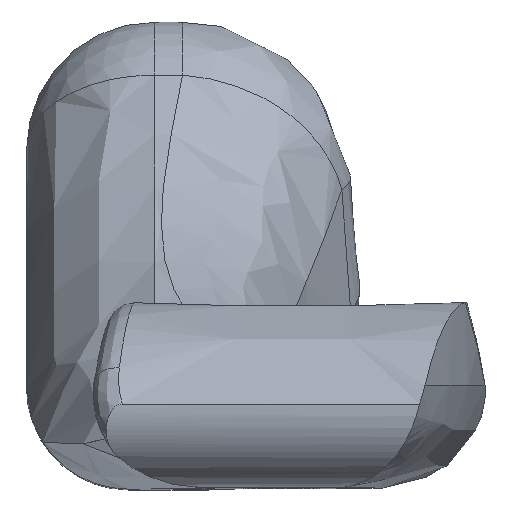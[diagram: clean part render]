
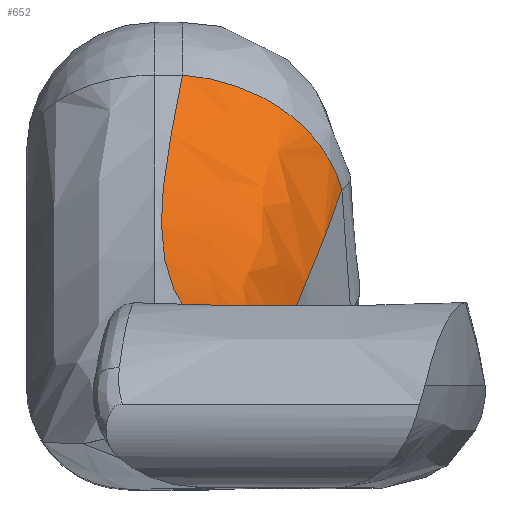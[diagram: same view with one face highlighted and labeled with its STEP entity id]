
A CAD part, top view. The second image highlights one B-rep face of the part: STEP entity #652.
In plain terms, the highlighted free-form (B-spline) face has degree [3, 3] with [7, 7] control points.
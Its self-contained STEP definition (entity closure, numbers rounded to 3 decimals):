
#65=FACE_OUTER_BOUND('',#109,.T.);
#109=EDGE_LOOP('',(#487,#488,#489,#490,#491));
#191=B_SPLINE_CURVE_WITH_KNOTS('',3,(#1461,#1462,#1463,#1464,#1465,#1466,
#1467,#1468,#1469,#1470,#1471,#1472,#1473,#1474,#1475,#1476),
 .UNSPECIFIED.,.F.,.F.,(4,2,2,2,2,2,2,4),(-0.261,-0.234,
-0.176,-0.119,-0.065,-0.031,
0.,0.001),.UNSPECIFIED.);
#201=B_SPLINE_CURVE_WITH_KNOTS('',3,(#1731,#1732,#1733,#1734,#1735,#1736,
#1737),.UNSPECIFIED.,.F.,.F.,(4,1,1,1,4),(-3.959,-3.039,
-2.116,-1.654,-0.731),.UNSPECIFIED.);
#204=B_SPLINE_CURVE_WITH_KNOTS('',3,(#1848,#1849,#1850,#1851,#1852,#1853),
 .UNSPECIFIED.,.F.,.F.,(4,2,4),(-0.914,-0.912,-0.447),
 .UNSPECIFIED.);
#205=B_SPLINE_CURVE_WITH_KNOTS('',3,(#1855,#1856,#1857,#1858,#1859,#1860),
 .UNSPECIFIED.,.F.,.F.,(4,1,1,4),(2.106,2.116,3.039,
3.893),.UNSPECIFIED.);
#206=B_SPLINE_CURVE_WITH_KNOTS('',3,(#1861,#1862,#1863,#1864,#1865,#1866,
#1867),.UNSPECIFIED.,.F.,.F.,(4,1,1,1,4),(-0.253,-0.217,
-0.145,-0.072,0.),.UNSPECIFIED.);
#262=VERTEX_POINT('',#1452);
#263=VERTEX_POINT('',#1460);
#268=VERTEX_POINT('',#1730);
#270=VERTEX_POINT('',#1847);
#271=VERTEX_POINT('',#1854);
#334=EDGE_CURVE('',#262,#263,#191,.T.);
#348=EDGE_CURVE('',#268,#263,#201,.T.);
#351=EDGE_CURVE('',#270,#262,#204,.T.);
#352=EDGE_CURVE('',#270,#271,#205,.T.);
#353=EDGE_CURVE('',#268,#271,#206,.T.);
#487=ORIENTED_EDGE('',*,*,#334,.F.);
#488=ORIENTED_EDGE('',*,*,#351,.F.);
#489=ORIENTED_EDGE('',*,*,#352,.T.);
#490=ORIENTED_EDGE('',*,*,#353,.F.);
#491=ORIENTED_EDGE('',*,*,#348,.T.);
#623=B_SPLINE_SURFACE_WITH_KNOTS('',3,3,((#1798,#1799,#1800,#1801,#1802,
#1803,#1804),(#1805,#1806,#1807,#1808,#1809,#1810,#1811),(#1812,#1813,#1814,
#1815,#1816,#1817,#1818),(#1819,#1820,#1821,#1822,#1823,#1824,#1825),(#1826,
#1827,#1828,#1829,#1830,#1831,#1832),(#1833,#1834,#1835,#1836,#1837,#1838,
#1839),(#1840,#1841,#1842,#1843,#1844,#1845,#1846)),.UNSPECIFIED.,.F.,.F.,
 .F.,(4,1,1,1,4),(4,1,1,1,4),(0.,0.286,0.571,0.714,
1.),(0.731,1.654,2.116,3.039,
3.962),.UNSPECIFIED.);
#652=ADVANCED_FACE('',(#65),#623,.T.);
#1452=CARTESIAN_POINT('',(11.494,3.107,-23.633));
#1460=CARTESIAN_POINT('',(11.196,3.648,-20.624));
#1461=CARTESIAN_POINT('Ctrl Pts',(11.494,3.107,-23.633));
#1462=CARTESIAN_POINT('Ctrl Pts',(11.553,3.096,-23.451));
#1463=CARTESIAN_POINT('Ctrl Pts',(11.611,3.092,-23.265));
#1464=CARTESIAN_POINT('Ctrl Pts',(11.783,3.11,-22.676));
#1465=CARTESIAN_POINT('Ctrl Pts',(11.845,3.169,-22.385));
#1466=CARTESIAN_POINT('Ctrl Pts',(11.891,3.299,-21.926));
#1467=CARTESIAN_POINT('Ctrl Pts',(11.879,3.376,-21.737));
#1468=CARTESIAN_POINT('Ctrl Pts',(11.793,3.514,-21.403));
#1469=CARTESIAN_POINT('Ctrl Pts',(11.723,3.576,-21.254));
#1470=CARTESIAN_POINT('Ctrl Pts',(11.564,3.645,-21.015));
#1471=CARTESIAN_POINT('Ctrl Pts',(11.492,3.663,-20.927));
#1472=CARTESIAN_POINT('Ctrl Pts',(11.346,3.672,-20.767));
#1473=CARTESIAN_POINT('Ctrl Pts',(11.274,3.666,-20.695));
#1474=CARTESIAN_POINT('Ctrl Pts',(11.199,3.649,-20.626));
#1475=CARTESIAN_POINT('Ctrl Pts',(11.198,3.649,-20.625));
#1476=CARTESIAN_POINT('Ctrl Pts',(11.196,3.648,-20.624));
#1730=CARTESIAN_POINT('',(6.113,16.263,-44.121));
#1731=CARTESIAN_POINT('Ctrl Pts',(6.113,16.263,-44.121));
#1732=CARTESIAN_POINT('Ctrl Pts',(5.776,14.479,-42.842));
#1733=CARTESIAN_POINT('Ctrl Pts',(5.056,11.147,-39.483));
#1734=CARTESIAN_POINT('Ctrl Pts',(5.454,7.875,-33.424));
#1735=CARTESIAN_POINT('Ctrl Pts',(7.495,5.371,-26.925));
#1736=CARTESIAN_POINT('Ctrl Pts',(9.636,4.277,-23.113));
#1737=CARTESIAN_POINT('Ctrl Pts',(11.196,3.648,-20.624));
#1798=CARTESIAN_POINT('Ctrl Pts',(11.196,3.648,-20.624));
#1799=CARTESIAN_POINT('Ctrl Pts',(9.636,4.277,-23.113));
#1800=CARTESIAN_POINT('Ctrl Pts',(7.495,5.371,-26.925));
#1801=CARTESIAN_POINT('Ctrl Pts',(5.454,7.875,-33.424));
#1802=CARTESIAN_POINT('Ctrl Pts',(5.055,11.151,-39.49));
#1803=CARTESIAN_POINT('Ctrl Pts',(5.778,14.489,-42.852));
#1804=CARTESIAN_POINT('Ctrl Pts',(6.115,16.278,-44.132));
#1805=CARTESIAN_POINT('Ctrl Pts',(11.351,3.671,-20.714));
#1806=CARTESIAN_POINT('Ctrl Pts',(9.858,4.31,-23.235));
#1807=CARTESIAN_POINT('Ctrl Pts',(7.834,5.419,-27.071));
#1808=CARTESIAN_POINT('Ctrl Pts',(5.987,7.916,-33.506));
#1809=CARTESIAN_POINT('Ctrl Pts',(5.737,11.141,-39.454));
#1810=CARTESIAN_POINT('Ctrl Pts',(6.519,14.424,-42.794));
#1811=CARTESIAN_POINT('Ctrl Pts',(6.885,16.208,-44.081));
#1812=CARTESIAN_POINT('Ctrl Pts',(11.701,3.643,-20.922));
#1813=CARTESIAN_POINT('Ctrl Pts',(10.363,4.272,-23.521));
#1814=CARTESIAN_POINT('Ctrl Pts',(8.6,5.365,-27.422));
#1815=CARTESIAN_POINT('Ctrl Pts',(7.174,7.784,-33.739));
#1816=CARTESIAN_POINT('Ctrl Pts',(7.212,10.867,-39.484));
#1817=CARTESIAN_POINT('Ctrl Pts',(8.097,14.071,-42.837));
#1818=CARTESIAN_POINT('Ctrl Pts',(8.513,15.866,-44.164));
#1819=CARTESIAN_POINT('Ctrl Pts',(12.101,3.331,-21.17));
#1820=CARTESIAN_POINT('Ctrl Pts',(10.937,3.832,-23.87));
#1821=CARTESIAN_POINT('Ctrl Pts',(9.459,4.737,-27.877));
#1822=CARTESIAN_POINT('Ctrl Pts',(8.481,6.88,-34.182));
#1823=CARTESIAN_POINT('Ctrl Pts',(8.841,9.752,-39.89));
#1824=CARTESIAN_POINT('Ctrl Pts',(9.873,13.002,-43.406));
#1825=CARTESIAN_POINT('Ctrl Pts',(10.364,14.889,-44.832));
#1826=CARTESIAN_POINT('Ctrl Pts',(12.352,2.883,-21.337));
#1827=CARTESIAN_POINT('Ctrl Pts',(11.294,3.196,-24.11));
#1828=CARTESIAN_POINT('Ctrl Pts',(9.988,3.826,-28.215));
#1829=CARTESIAN_POINT('Ctrl Pts',(9.304,5.607,-34.637));
#1830=CARTESIAN_POINT('Ctrl Pts',(9.94,8.259,-40.504));
#1831=CARTESIAN_POINT('Ctrl Pts',(11.182,11.619,-44.283));
#1832=CARTESIAN_POINT('Ctrl Pts',(11.776,13.632,-45.84));
#1833=CARTESIAN_POINT('Ctrl Pts',(12.401,2.585,-21.378));
#1834=CARTESIAN_POINT('Ctrl Pts',(11.363,2.773,-24.175));
#1835=CARTESIAN_POINT('Ctrl Pts',(10.082,3.217,-28.325));
#1836=CARTESIAN_POINT('Ctrl Pts',(9.473,4.754,-34.877));
#1837=CARTESIAN_POINT('Ctrl Pts',(10.237,7.258,-40.941));
#1838=CARTESIAN_POINT('Ctrl Pts',(11.637,10.692,-44.931));
#1839=CARTESIAN_POINT('Ctrl Pts',(12.309,12.784,-46.585));
#1840=CARTESIAN_POINT('Ctrl Pts',(12.399,2.405,-21.385));
#1841=CARTESIAN_POINT('Ctrl Pts',(11.358,2.518,-24.188));
#1842=CARTESIAN_POINT('Ctrl Pts',(10.07,2.849,-28.36));
#1843=CARTESIAN_POINT('Ctrl Pts',(9.468,4.231,-35.006));
#1844=CARTESIAN_POINT('Ctrl Pts',(10.29,6.631,-41.22));
#1845=CARTESIAN_POINT('Ctrl Pts',(11.795,10.097,-45.364));
#1846=CARTESIAN_POINT('Ctrl Pts',(12.521,12.235,-47.088));
#1847=CARTESIAN_POINT('',(9.685,4.,-33.564));
#1848=CARTESIAN_POINT('Ctrl Pts',(9.685,4.,-33.564));
#1849=CARTESIAN_POINT('Ctrl Pts',(9.686,3.998,-33.546));
#1850=CARTESIAN_POINT('Ctrl Pts',(9.686,3.995,-33.527));
#1851=CARTESIAN_POINT('Ctrl Pts',(9.779,3.516,-29.877));
#1852=CARTESIAN_POINT('Ctrl Pts',(10.505,3.292,-26.726));
#1853=CARTESIAN_POINT('Ctrl Pts',(11.494,3.107,-23.633));
#1854=CARTESIAN_POINT('',(12.359,11.766,-46.698));
#1855=CARTESIAN_POINT('Ctrl Pts',(9.685,4.001,-33.564));
#1856=CARTESIAN_POINT('Ctrl Pts',(9.685,4.008,-33.592));
#1857=CARTESIAN_POINT('Ctrl Pts',(9.629,4.701,-36.222));
#1858=CARTESIAN_POINT('Ctrl Pts',(10.266,6.559,-41.035));
#1859=CARTESIAN_POINT('Ctrl Pts',(11.684,9.842,-45.055));
#1860=CARTESIAN_POINT('Ctrl Pts',(12.359,11.766,-46.698));
#1861=CARTESIAN_POINT('Ctrl Pts',(6.113,16.263,-44.121));
#1862=CARTESIAN_POINT('Ctrl Pts',(6.539,16.233,-44.099));
#1863=CARTESIAN_POINT('Ctrl Pts',(7.822,16.043,-44.108));
#1864=CARTESIAN_POINT('Ctrl Pts',(9.812,15.231,-44.507));
#1865=CARTESIAN_POINT('Ctrl Pts',(11.554,13.672,-45.457));
#1866=CARTESIAN_POINT('Ctrl Pts',(12.184,12.415,-46.271));
#1867=CARTESIAN_POINT('Ctrl Pts',(12.359,11.766,-46.698));
